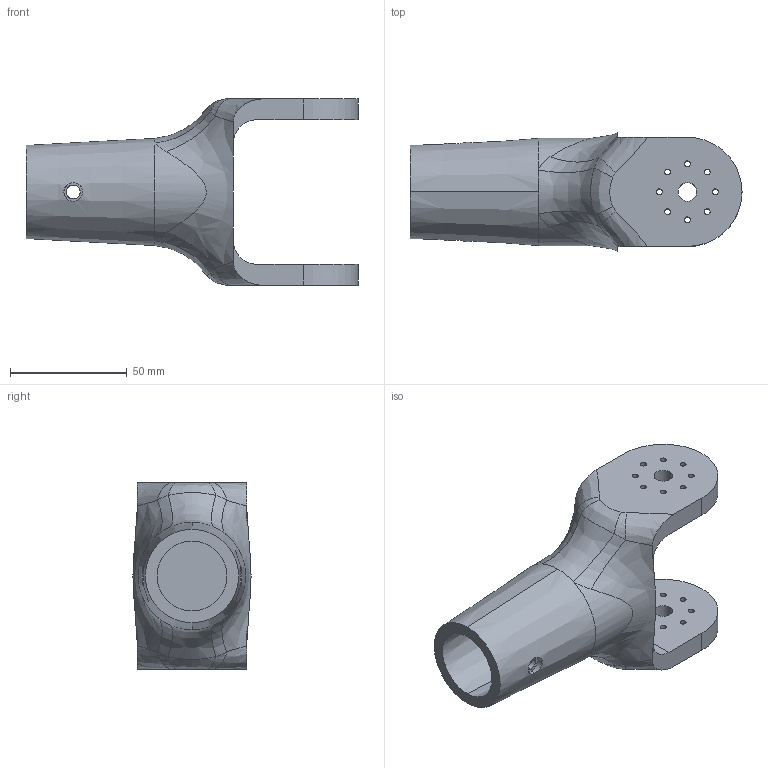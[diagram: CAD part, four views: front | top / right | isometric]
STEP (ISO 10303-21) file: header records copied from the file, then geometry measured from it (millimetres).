
FILE_DESCRIPTION (( 'STEP AP203' ), '1' );
FILE_NAME ('Pack and go 8-II( Updated Final Assembly File)elbow rotating_Default_sldprt.STEP', '2024-12-13T20:43:23', ( '' ), ( '' ), 'SwSTEP 2.0', 'SolidWorks 2024', '' );
FILE_SCHEMA (( 'CONFIG_CONTROL_DESIGN' ));
Length unit declared in the file: millimetre
Products named in the file (1): Pack and go 8-II( Updated Final Assembly File)elbow rotating_Default_sldprt
Bounding box: 142.43 x 50.67 x 80 mm (x, y, z)
Volume: 151440.4 mm3; surface area: 36698.9 mm2
Topology: 1 solids, 1 shells, 85 faces, 228 edges, 148 vertices
Faces by surface type: cylinder 50, bspline 18, plane 13, cone 4
Entity records: 4271 total; most frequent: CARTESIAN_POINT 2034, ORIENTED_EDGE 456, DIRECTION 436, EDGE_CURVE 228, AXIS2_PLACEMENT_3D 184, VERTEX_POINT 148, EDGE_LOOP 128, CIRCLE 116
